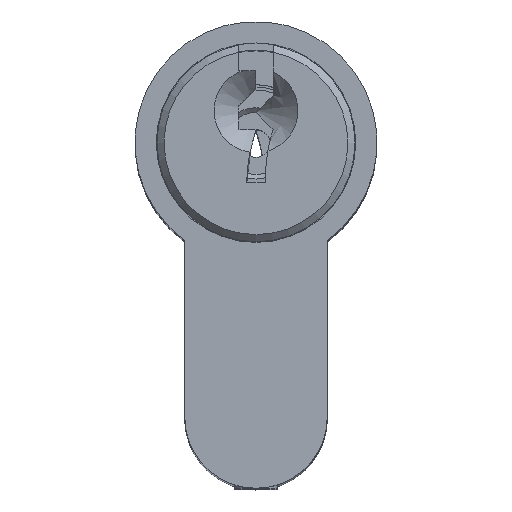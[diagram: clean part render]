
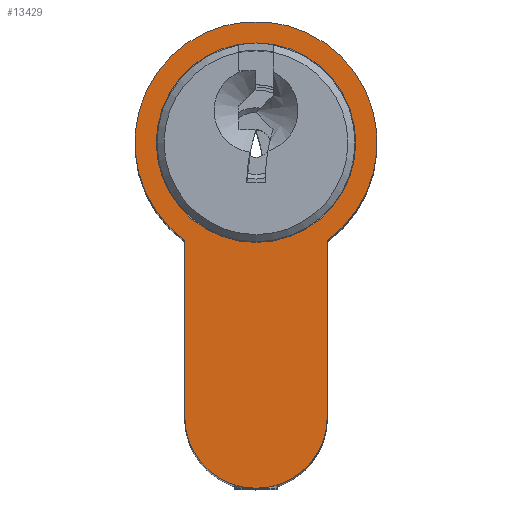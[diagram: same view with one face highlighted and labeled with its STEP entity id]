
A CAD part, top view. The second image highlights one B-rep face of the part: STEP entity #13429.
In plain terms, the highlighted planar face has unit normal (0, 0, 1).
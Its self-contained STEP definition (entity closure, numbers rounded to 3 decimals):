
#806 = ORIENTED_EDGE ( 'NONE', *, *, #823, .T. ) ;
#823 = EDGE_CURVE ( 'NONE', #9837, #14528, #9198, .T. ) ;
#1347 = CARTESIAN_POINT ( 'NONE',  ( 5., -9.625, 35. ) ) ;
#1852 = CARTESIAN_POINT ( 'NONE',  ( 0., -9.625, 35. ) ) ;
#2556 = FACE_BOUND ( 'NONE', #12373, .T. ) ;
#3521 = DIRECTION ( 'NONE',  ( 0., 0., 1. ) ) ;
#3884 = DIRECTION ( 'NONE',  ( 1., 0., 0. ) ) ;
#5033 = EDGE_CURVE ( 'NONE', #14528, #14449, #16304, .T. ) ;
#5326 = ORIENTED_EDGE ( 'NONE', *, *, #11279, .T. ) ;
#5867 = AXIS2_PLACEMENT_3D ( 'NONE', #7602, #9384, #5882 ) ;
#5882 = DIRECTION ( 'NONE',  ( 1., 0., 0. ) ) ;
#6271 = DIRECTION ( 'NONE',  ( 0., 0., 1. ) ) ;
#6403 = DIRECTION ( 'NONE',  ( 1., 0., 0. ) ) ;
#6693 = EDGE_LOOP ( 'NONE', ( #15635, #19887, #5326, #806 ) ) ;
#7170 = AXIS2_PLACEMENT_3D ( 'NONE', #12067, #18723, #3884 ) ;
#7602 = CARTESIAN_POINT ( 'NONE',  ( 0., 9.625, 35. ) ) ;
#8258 = EDGE_CURVE ( 'NONE', #14449, #18460, #9015, .T. ) ;
#9015 = LINE ( 'NONE', #15446, #15657 ) ;
#9198 = LINE ( 'NONE', #13805, #16138 ) ;
#9384 = DIRECTION ( 'NONE',  ( 0., 0., 1. ) ) ;
#9837 = VERTEX_POINT ( 'NONE', #10476 ) ;
#10476 = CARTESIAN_POINT ( 'NONE',  ( -5., 2.751, 35. ) ) ;
#10482 = AXIS2_PLACEMENT_3D ( 'NONE', #12976, #6271, #6403 ) ;
#10561 = DIRECTION ( 'NONE',  ( 1., 0., 0. ) ) ;
#11279 = EDGE_CURVE ( 'NONE', #18460, #9837, #16428, .T. ) ;
#11338 = CIRCLE ( 'NONE', #5867, 7. ) ;
#11715 = PLANE ( 'NONE',  #15025 ) ;
#12067 = CARTESIAN_POINT ( 'NONE',  ( 0., -9.625, 35. ) ) ;
#12216 = DIRECTION ( 'NONE',  ( 0., 1., 0. ) ) ;
#12373 = EDGE_LOOP ( 'NONE', ( #15992 ) ) ;
#12976 = CARTESIAN_POINT ( 'NONE',  ( 0., 9.625, 35. ) ) ;
#13429 = ADVANCED_FACE ( 'NONE', ( #2556, #15157 ), #11715, .T. ) ;
#13805 = CARTESIAN_POINT ( 'NONE',  ( -5., -9.625, 35. ) ) ;
#14449 = VERTEX_POINT ( 'NONE', #1347 ) ;
#14528 = VERTEX_POINT ( 'NONE', #18088 ) ;
#15025 = AXIS2_PLACEMENT_3D ( 'NONE', #1852, #3521, #10561 ) ;
#15157 = FACE_OUTER_BOUND ( 'NONE', #6693, .T. ) ;
#15446 = CARTESIAN_POINT ( 'NONE',  ( 5., -9.625, 35. ) ) ;
#15635 = ORIENTED_EDGE ( 'NONE', *, *, #5033, .T. ) ;
#15657 = VECTOR ( 'NONE', #12216, 1000. ) ;
#15992 = ORIENTED_EDGE ( 'NONE', *, *, #20206, .F. ) ;
#16138 = VECTOR ( 'NONE', #16881, 1000. ) ;
#16304 = CIRCLE ( 'NONE', #7170, 5. ) ;
#16428 = CIRCLE ( 'NONE', #10482, 8.5 ) ;
#16881 = DIRECTION ( 'NONE',  ( 0., -1., 0. ) ) ;
#17564 = CARTESIAN_POINT ( 'NONE',  ( 5., 2.751, 35. ) ) ;
#18088 = CARTESIAN_POINT ( 'NONE',  ( -5., -9.625, 35. ) ) ;
#18460 = VERTEX_POINT ( 'NONE', #17564 ) ;
#18723 = DIRECTION ( 'NONE',  ( 0., 0., 1. ) ) ;
#19114 = CARTESIAN_POINT ( 'NONE',  ( 7., 9.625, 35. ) ) ;
#19764 = VERTEX_POINT ( 'NONE', #19114 ) ;
#19887 = ORIENTED_EDGE ( 'NONE', *, *, #8258, .T. ) ;
#20206 = EDGE_CURVE ( 'NONE', #19764, #19764, #11338, .T. ) ;
